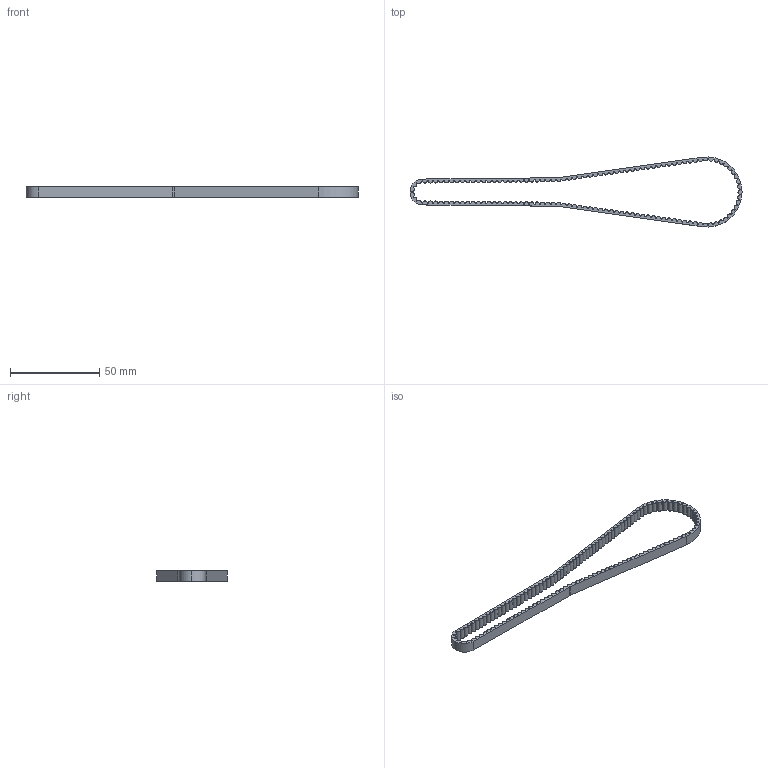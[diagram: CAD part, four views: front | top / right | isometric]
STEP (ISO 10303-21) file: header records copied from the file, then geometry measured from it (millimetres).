
FILE_DESCRIPTION (( 'STEP AP214' ), '1' );
FILE_NAME ('MirrorHTD Belt (2nd stage - Abd & Hip)1.STEP', '2023-12-11T13:50:20', ( '' ), ( '' ), 'SwSTEP 2.0', 'SolidWorks 2023', '' );
FILE_SCHEMA (( 'AUTOMOTIVE_DESIGN' ));
Length unit declared in the file: millimetre
Products named in the file (1): MirrorHTD Belt (2nd stage - Abd & Hip)1
Bounding box: 186.48 x 39.36 x 6 mm (x, y, z)
Volume: 4446.2 mm3; surface area: 7388.9 mm2
Topology: 1 solids, 1 shells, 303 faces, 903 edges, 602 vertices
Faces by surface type: cylinder 193, plane 110
Entity records: 10370 total; most frequent: DIRECTION 1897, CARTESIAN_POINT 1809, ORIENTED_EDGE 1806, EDGE_CURVE 903, AXIS2_PLACEMENT_3D 690, VERTEX_POINT 602, LINE 517, VECTOR 517
